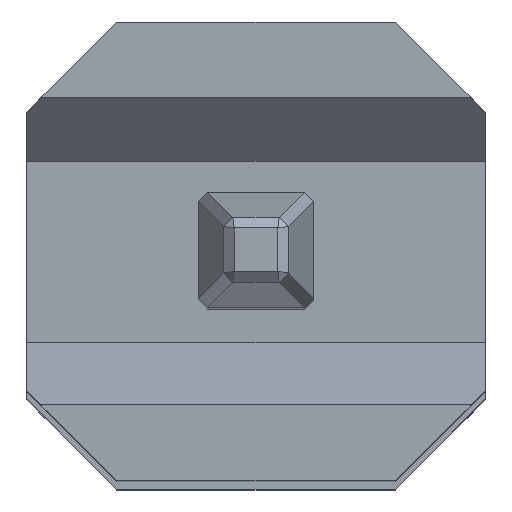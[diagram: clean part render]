
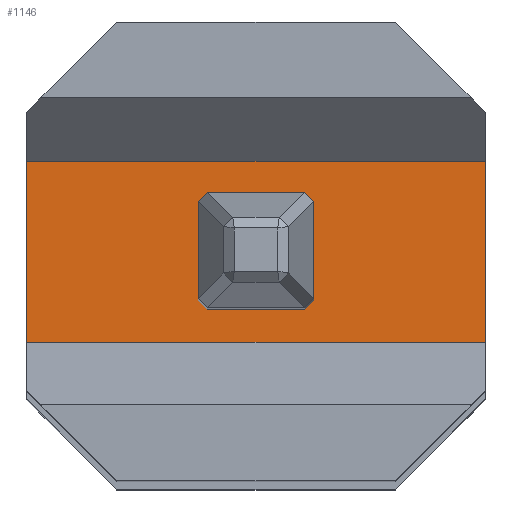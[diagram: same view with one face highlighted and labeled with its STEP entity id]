
A CAD part, top view. The second image highlights one B-rep face of the part: STEP entity #1146.
In plain terms, the highlighted face is planar.
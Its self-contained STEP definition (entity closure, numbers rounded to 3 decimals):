
#23=FACE_BOUND('',#141,.T.);
#76=FACE_OUTER_BOUND('',#140,.T.);
#140=EDGE_LOOP('',(#925,#926,#927,#928));
#141=EDGE_LOOP('',(#929,#930,#931,#932,#933,#934,#935,#936));
#261=LINE('',#1798,#417);
#265=LINE('',#1806,#421);
#266=LINE('',#1808,#422);
#267=LINE('',#1809,#423);
#268=LINE('',#1812,#424);
#269=LINE('',#1814,#425);
#270=LINE('',#1816,#426);
#271=LINE('',#1818,#427);
#272=LINE('',#1820,#428);
#273=LINE('',#1822,#429);
#274=LINE('',#1824,#430);
#275=LINE('',#1825,#431);
#417=VECTOR('',#1488,10.);
#421=VECTOR('',#1494,10.);
#422=VECTOR('',#1495,10.);
#423=VECTOR('',#1496,10.);
#424=VECTOR('',#1497,10.);
#425=VECTOR('',#1498,10.);
#426=VECTOR('',#1499,10.);
#427=VECTOR('',#1500,10.);
#428=VECTOR('',#1501,10.);
#429=VECTOR('',#1502,10.);
#430=VECTOR('',#1503,10.);
#431=VECTOR('',#1504,10.);
#533=VERTEX_POINT('',#1795);
#534=VERTEX_POINT('',#1797);
#537=VERTEX_POINT('',#1805);
#538=VERTEX_POINT('',#1807);
#539=VERTEX_POINT('',#1810);
#540=VERTEX_POINT('',#1811);
#541=VERTEX_POINT('',#1813);
#542=VERTEX_POINT('',#1815);
#543=VERTEX_POINT('',#1817);
#544=VERTEX_POINT('',#1819);
#545=VERTEX_POINT('',#1821);
#546=VERTEX_POINT('',#1823);
#669=EDGE_CURVE('',#534,#533,#261,.T.);
#673=EDGE_CURVE('',#534,#537,#265,.T.);
#674=EDGE_CURVE('',#538,#533,#266,.T.);
#675=EDGE_CURVE('',#537,#538,#267,.T.);
#676=EDGE_CURVE('',#539,#540,#268,.T.);
#677=EDGE_CURVE('',#541,#539,#269,.T.);
#678=EDGE_CURVE('',#542,#541,#270,.T.);
#679=EDGE_CURVE('',#543,#542,#271,.T.);
#680=EDGE_CURVE('',#544,#543,#272,.T.);
#681=EDGE_CURVE('',#545,#544,#273,.T.);
#682=EDGE_CURVE('',#546,#545,#274,.T.);
#683=EDGE_CURVE('',#540,#546,#275,.T.);
#925=ORIENTED_EDGE('',*,*,#673,.F.);
#926=ORIENTED_EDGE('',*,*,#669,.T.);
#927=ORIENTED_EDGE('',*,*,#674,.F.);
#928=ORIENTED_EDGE('',*,*,#675,.F.);
#929=ORIENTED_EDGE('',*,*,#676,.F.);
#930=ORIENTED_EDGE('',*,*,#677,.F.);
#931=ORIENTED_EDGE('',*,*,#678,.F.);
#932=ORIENTED_EDGE('',*,*,#679,.F.);
#933=ORIENTED_EDGE('',*,*,#680,.F.);
#934=ORIENTED_EDGE('',*,*,#681,.F.);
#935=ORIENTED_EDGE('',*,*,#682,.F.);
#936=ORIENTED_EDGE('',*,*,#683,.F.);
#1082=PLANE('',#1274);
#1146=ADVANCED_FACE('',(#76,#23),#1082,.F.);
#1274=AXIS2_PLACEMENT_3D('',#1804,#1492,#1493);
#1488=DIRECTION('',(1.,0.,0.));
#1492=DIRECTION('center_axis',(0.,0.,1.));
#1493=DIRECTION('ref_axis',(0.,-1.,0.));
#1494=DIRECTION('',(0.,-1.,0.));
#1495=DIRECTION('',(0.,1.,0.));
#1496=DIRECTION('',(1.,0.,0.));
#1497=DIRECTION('',(-0.707,-0.707,0.));
#1498=DIRECTION('',(0.,-1.,0.));
#1499=DIRECTION('',(0.707,-0.707,0.));
#1500=DIRECTION('',(1.,0.,0.));
#1501=DIRECTION('',(0.707,0.707,0.));
#1502=DIRECTION('',(0.,1.,0.));
#1503=DIRECTION('',(-0.707,0.707,0.));
#1504=DIRECTION('',(-1.,0.,0.));
#1795=CARTESIAN_POINT('',(1.27,0.5,0.75));
#1797=CARTESIAN_POINT('',(-1.27,0.5,0.75));
#1798=CARTESIAN_POINT('',(-1.27,0.5,0.75));
#1804=CARTESIAN_POINT('Origin',(-1.27,0.5,0.75));
#1805=CARTESIAN_POINT('',(-1.27,-0.5,0.75));
#1806=CARTESIAN_POINT('',(-1.27,0.635,0.75));
#1807=CARTESIAN_POINT('',(1.27,-0.5,0.75));
#1808=CARTESIAN_POINT('',(1.27,-0.135,0.75));
#1809=CARTESIAN_POINT('',(-1.27,-0.5,0.75));
#1810=CARTESIAN_POINT('',(0.32,-0.27,0.75));
#1811=CARTESIAN_POINT('',(0.27,-0.32,0.75));
#1812=CARTESIAN_POINT('',(0.115,-0.475,0.75));
#1813=CARTESIAN_POINT('',(0.32,0.27,0.75));
#1814=CARTESIAN_POINT('',(0.32,0.385,0.75));
#1815=CARTESIAN_POINT('',(0.27,0.32,0.75));
#1816=CARTESIAN_POINT('',(-0.16,0.75,0.75));
#1817=CARTESIAN_POINT('',(-0.27,0.32,0.75));
#1818=CARTESIAN_POINT('',(-0.77,0.32,0.75));
#1819=CARTESIAN_POINT('',(-0.32,0.27,0.75));
#1820=CARTESIAN_POINT('',(-0.5,0.09,0.75));
#1821=CARTESIAN_POINT('',(-0.32,-0.27,0.75));
#1822=CARTESIAN_POINT('',(-0.32,0.115,0.75));
#1823=CARTESIAN_POINT('',(-0.27,-0.32,0.75));
#1824=CARTESIAN_POINT('',(-0.725,0.135,0.75));
#1825=CARTESIAN_POINT('',(-0.5,-0.32,0.75));
